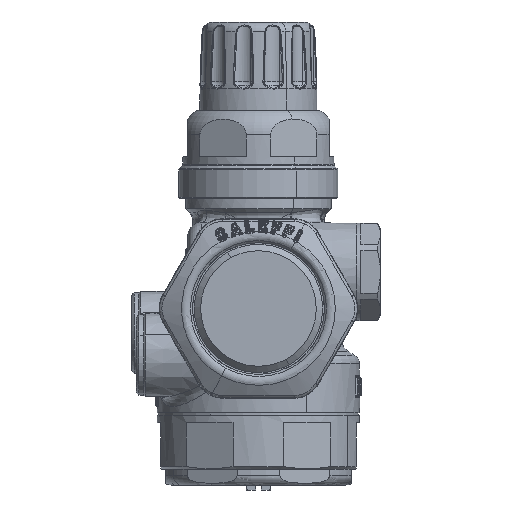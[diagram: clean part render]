
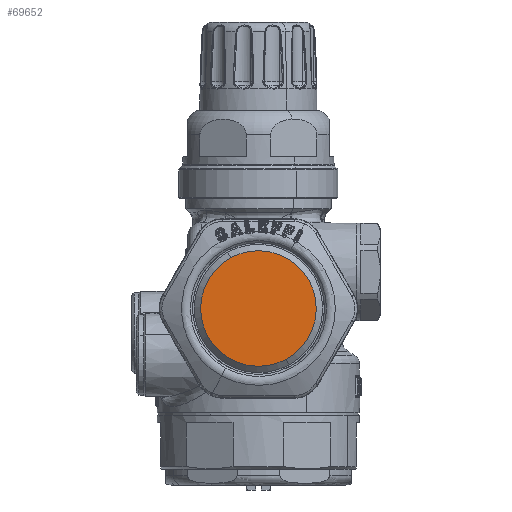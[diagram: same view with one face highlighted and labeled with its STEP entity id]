
A CAD part, front view. The second image highlights one B-rep face of the part: STEP entity #69652.
In plain terms, the highlighted planar face has unit normal (0, -1, 0).
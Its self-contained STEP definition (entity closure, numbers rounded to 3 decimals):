
#69629=CARTESIAN_POINT('Axis2P3D Location',(0.,-66.5,-11.85)) ;
#69634=CARTESIAN_POINT('Axis2P3D Location',(0.,-66.5,0.)) ;
#69638=CARTESIAN_POINT('Vertex',(5.681,-66.5,-10.399)) ;
#69640=CARTESIAN_POINT('Vertex',(-5.681,-66.5,10.399)) ;
#69643=CARTESIAN_POINT('Axis2P3D Location',(0.,-66.5,0.)) ;
#69630=DIRECTION('Axis2P3D Direction',(0.,-1.,0.)) ;
#69631=DIRECTION('Axis2P3D XDirection',(1.,0.,0.)) ;
#69635=DIRECTION('Axis2P3D Direction',(0.,-1.,0.)) ;
#69644=DIRECTION('Axis2P3D Direction',(0.,-1.,0.)) ;
#69632=AXIS2_PLACEMENT_3D('Plane Axis2P3D',#69629,#69630,#69631) ;
#69636=AXIS2_PLACEMENT_3D('Circle Axis2P3D',#69634,#69635,$) ;
#69645=AXIS2_PLACEMENT_3D('Circle Axis2P3D',#69643,#69644,$) ;
#69637=CIRCLE('generated circle',#69636,11.85) ;
#69646=CIRCLE('generated circle',#69645,11.85) ;
#69633=PLANE('',#69632) ;
#69642=EDGE_CURVE('',#69639,#69641,#69637,.T.) ;
#69647=EDGE_CURVE('',#69641,#69639,#69646,.T.) ;
#69649=ORIENTED_EDGE('',*,*,#69642,.T.) ;
#69650=ORIENTED_EDGE('',*,*,#69647,.T.) ;
#69648=EDGE_LOOP('',(#69649,#69650)) ;
#69639=VERTEX_POINT('',#69638) ;
#69641=VERTEX_POINT('',#69640) ;
#69652=ADVANCED_FACE('PartBody',(#69651),#69633,.T.) ;
#69651=FACE_OUTER_BOUND('',#69648,.T.) ;
